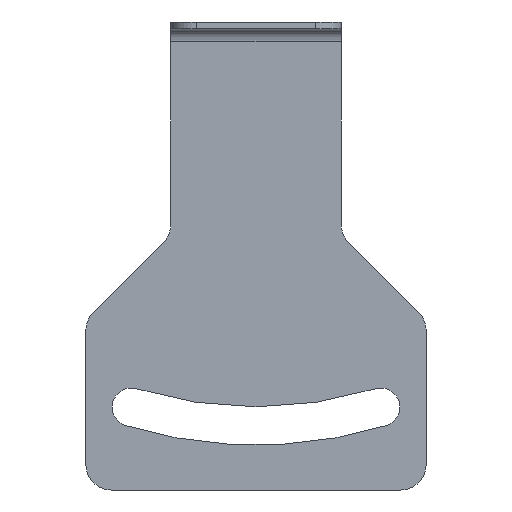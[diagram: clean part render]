
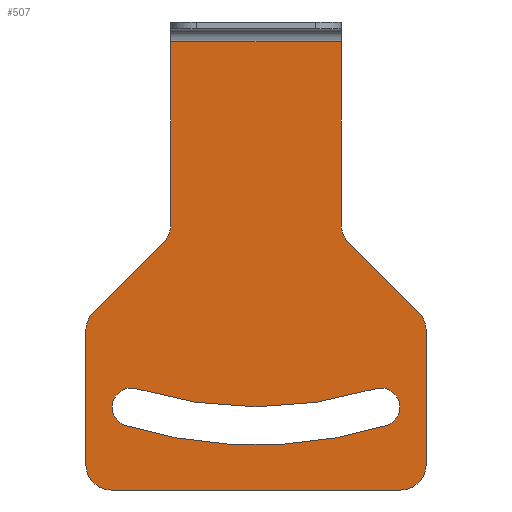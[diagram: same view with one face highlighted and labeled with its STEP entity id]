
A CAD part, left-side view. The second image highlights one B-rep face of the part: STEP entity #507.
In plain terms, the highlighted planar face has unit normal (-1, 0, 0).
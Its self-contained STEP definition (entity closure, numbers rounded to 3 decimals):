
#16=FACE_BOUND('',#68,.T.);
#23=PLANE('',#564);
#39=FACE_OUTER_BOUND('',#67,.T.);
#67=EDGE_LOOP('',(#384,#385,#386,#387,#388,#389,#390,#391,#392,#393,#394,
#395,#396,#397));
#68=EDGE_LOOP('',(#398,#399,#400,#401));
#95=LINE('',#781,#140);
#105=LINE('',#822,#150);
#110=LINE('',#836,#155);
#112=LINE('',#839,#157);
#113=LINE('',#841,#158);
#114=LINE('',#843,#159);
#115=LINE('',#847,#160);
#116=LINE('',#849,#161);
#140=VECTOR('',#617,10.);
#150=VECTOR('',#653,1.849);
#155=VECTOR('',#668,1.849);
#157=VECTOR('',#672,10.);
#158=VECTOR('',#673,10.);
#159=VECTOR('',#674,10.);
#160=VECTOR('',#677,10.);
#161=VECTOR('',#680,10.);
#180=CIRCLE('',#542,3.);
#183=CIRCLE('',#547,3.);
#193=CIRCLE('',#560,3.);
#194=CIRCLE('',#562,3.);
#195=CIRCLE('',#565,3.);
#196=CIRCLE('',#566,3.);
#197=CIRCLE('',#567,52.18);
#198=CIRCLE('',#568,2.25);
#199=CIRCLE('',#569,47.68);
#200=CIRCLE('',#570,2.25);
#211=VERTEX_POINT('',#763);
#212=VERTEX_POINT('',#765);
#218=VERTEX_POINT('',#779);
#219=VERTEX_POINT('',#783);
#220=VERTEX_POINT('',#784);
#236=VERTEX_POINT('',#821);
#237=VERTEX_POINT('',#825);
#238=VERTEX_POINT('',#829);
#239=VERTEX_POINT('',#831);
#240=VERTEX_POINT('',#835);
#241=VERTEX_POINT('',#840);
#242=VERTEX_POINT('',#842);
#243=VERTEX_POINT('',#844);
#244=VERTEX_POINT('',#846);
#245=VERTEX_POINT('',#850);
#246=VERTEX_POINT('',#851);
#247=VERTEX_POINT('',#853);
#248=VERTEX_POINT('',#855);
#261=EDGE_CURVE('',#211,#212,#180,.T.);
#269=EDGE_CURVE('',#211,#218,#95,.T.);
#270=EDGE_CURVE('',#219,#220,#183,.T.);
#289=EDGE_CURVE('',#236,#220,#105,.T.);
#291=EDGE_CURVE('',#236,#237,#193,.T.);
#294=EDGE_CURVE('',#238,#239,#194,.T.);
#296=EDGE_CURVE('',#239,#240,#110,.T.);
#298=EDGE_CURVE('',#212,#219,#112,.T.);
#299=EDGE_CURVE('',#218,#241,#113,.T.);
#300=EDGE_CURVE('',#241,#242,#114,.T.);
#301=EDGE_CURVE('',#243,#242,#195,.T.);
#302=EDGE_CURVE('',#244,#243,#115,.T.);
#303=EDGE_CURVE('',#240,#244,#196,.T.);
#304=EDGE_CURVE('',#238,#237,#116,.T.);
#305=EDGE_CURVE('',#245,#246,#197,.T.);
#306=EDGE_CURVE('',#246,#247,#198,.T.);
#307=EDGE_CURVE('',#247,#248,#199,.T.);
#308=EDGE_CURVE('',#248,#245,#200,.T.);
#384=ORIENTED_EDGE('',*,*,#270,.F.);
#385=ORIENTED_EDGE('',*,*,#298,.F.);
#386=ORIENTED_EDGE('',*,*,#261,.F.);
#387=ORIENTED_EDGE('',*,*,#269,.T.);
#388=ORIENTED_EDGE('',*,*,#299,.T.);
#389=ORIENTED_EDGE('',*,*,#300,.T.);
#390=ORIENTED_EDGE('',*,*,#301,.F.);
#391=ORIENTED_EDGE('',*,*,#302,.F.);
#392=ORIENTED_EDGE('',*,*,#303,.F.);
#393=ORIENTED_EDGE('',*,*,#296,.F.);
#394=ORIENTED_EDGE('',*,*,#294,.F.);
#395=ORIENTED_EDGE('',*,*,#304,.T.);
#396=ORIENTED_EDGE('',*,*,#291,.F.);
#397=ORIENTED_EDGE('',*,*,#289,.T.);
#398=ORIENTED_EDGE('',*,*,#305,.T.);
#399=ORIENTED_EDGE('',*,*,#306,.T.);
#400=ORIENTED_EDGE('',*,*,#307,.T.);
#401=ORIENTED_EDGE('',*,*,#308,.T.);
#507=ADVANCED_FACE('',(#39,#16),#23,.T.);
#542=AXIS2_PLACEMENT_3D('',#766,#604,#605);
#547=AXIS2_PLACEMENT_3D('',#785,#620,#621);
#560=AXIS2_PLACEMENT_3D('',#826,#657,#658);
#562=AXIS2_PLACEMENT_3D('',#832,#663,#664);
#564=AXIS2_PLACEMENT_3D('',#838,#670,#671);
#565=AXIS2_PLACEMENT_3D('',#845,#675,#676);
#566=AXIS2_PLACEMENT_3D('',#848,#678,#679);
#567=AXIS2_PLACEMENT_3D('',#852,#681,#682);
#568=AXIS2_PLACEMENT_3D('',#854,#683,#684);
#569=AXIS2_PLACEMENT_3D('',#856,#685,#686);
#570=AXIS2_PLACEMENT_3D('',#857,#687,#688);
#604=DIRECTION('center_axis',(-1.,0.,0.));
#605=DIRECTION('ref_axis',(0.,0.924,-0.383));
#617=DIRECTION('',(0.,0.,1.));
#620=DIRECTION('center_axis',(1.,0.,0.));
#621=DIRECTION('ref_axis',(0.,-0.924,0.383));
#653=DIRECTION('',(0.,0.,1.));
#657=DIRECTION('center_axis',(1.,0.,0.));
#658=DIRECTION('ref_axis',(0.,-0.707,-0.707));
#663=DIRECTION('center_axis',(1.,0.,0.));
#664=DIRECTION('ref_axis',(0.,0.707,-0.707));
#668=DIRECTION('',(0.,0.,1.));
#670=DIRECTION('center_axis',(-1.,0.,0.));
#671=DIRECTION('ref_axis',(0.,0.,1.));
#672=DIRECTION('',(0.,-0.707,-0.707));
#673=DIRECTION('',(0.,1.,0.));
#674=DIRECTION('',(0.,0.,-1.));
#675=DIRECTION('center_axis',(-1.,0.,0.));
#676=DIRECTION('ref_axis',(0.,-0.924,-0.383));
#677=DIRECTION('',(0.,-0.707,0.707));
#678=DIRECTION('center_axis',(1.,0.,0.));
#679=DIRECTION('ref_axis',(0.,0.924,0.383));
#680=DIRECTION('',(0.,-1.,0.));
#681=DIRECTION('center_axis',(1.,0.,0.));
#682=DIRECTION('ref_axis',(0.,-0.294,-0.956));
#683=DIRECTION('center_axis',(1.,0.,0.));
#684=DIRECTION('ref_axis',(0.,0.294,-0.956));
#685=DIRECTION('center_axis',(-1.,0.,0.));
#686=DIRECTION('ref_axis',(0.,-0.294,-0.956));
#687=DIRECTION('center_axis',(1.,0.,0.));
#688=DIRECTION('ref_axis',(0.,0.294,0.956));
#763=CARTESIAN_POINT('',(13.,-10.,-22.945));
#765=CARTESIAN_POINT('',(13.,-10.879,-25.066));
#766=CARTESIAN_POINT('Origin',(13.,-13.,-22.945));
#779=CARTESIAN_POINT('',(13.,-10.,-1.524));
#781=CARTESIAN_POINT('',(13.,-10.,-12.795));
#783=CARTESIAN_POINT('',(13.,-19.121,-33.309));
#784=CARTESIAN_POINT('',(13.,-20.,-35.43));
#785=CARTESIAN_POINT('Origin',(13.,-17.,-35.43));
#821=CARTESIAN_POINT('',(13.,-20.,-51.187));
#822=CARTESIAN_POINT('',(13.,-20.,4.285));
#825=CARTESIAN_POINT('',(13.,-17.,-54.187));
#826=CARTESIAN_POINT('Origin',(13.,-17.,-51.187));
#829=CARTESIAN_POINT('',(13.,17.,-54.187));
#831=CARTESIAN_POINT('',(13.,20.,-51.187));
#832=CARTESIAN_POINT('Origin',(13.,17.,-51.187));
#835=CARTESIAN_POINT('',(13.,20.,-35.43));
#836=CARTESIAN_POINT('',(13.,20.,4.285));
#838=CARTESIAN_POINT('Origin',(13.,0.,-26.403));
#839=CARTESIAN_POINT('',(13.,-10.554,-24.741));
#840=CARTESIAN_POINT('',(13.,10.,-1.524));
#841=CARTESIAN_POINT('',(13.,0.,-1.524));
#842=CARTESIAN_POINT('',(13.,10.,-22.945));
#843=CARTESIAN_POINT('',(13.,10.,-30.295));
#844=CARTESIAN_POINT('',(13.,10.879,-25.066));
#845=CARTESIAN_POINT('Origin',(13.,13.,-22.945));
#846=CARTESIAN_POINT('',(13.,19.121,-33.309));
#847=CARTESIAN_POINT('',(13.,10.554,-24.741));
#848=CARTESIAN_POINT('Origin',(13.,17.,-35.43));
#849=CARTESIAN_POINT('',(13.,20.,-54.187));
#850=CARTESIAN_POINT('',(13.,-15.323,-46.609));
#851=CARTESIAN_POINT('',(13.,15.323,-46.609));
#852=CARTESIAN_POINT('Origin',(13.,0.,3.27));
#853=CARTESIAN_POINT('',(13.,14.002,-42.308));
#854=CARTESIAN_POINT('Origin',(13.,14.663,-44.459));
#855=CARTESIAN_POINT('',(13.,-14.002,-42.308));
#856=CARTESIAN_POINT('Origin',(13.,0.,3.27));
#857=CARTESIAN_POINT('Origin',(13.,-14.663,-44.459));
